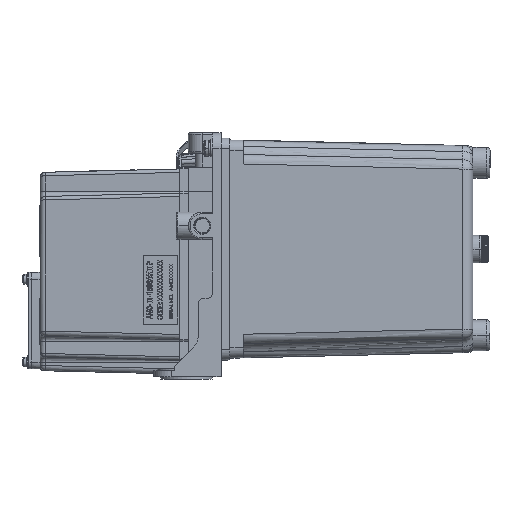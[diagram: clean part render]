
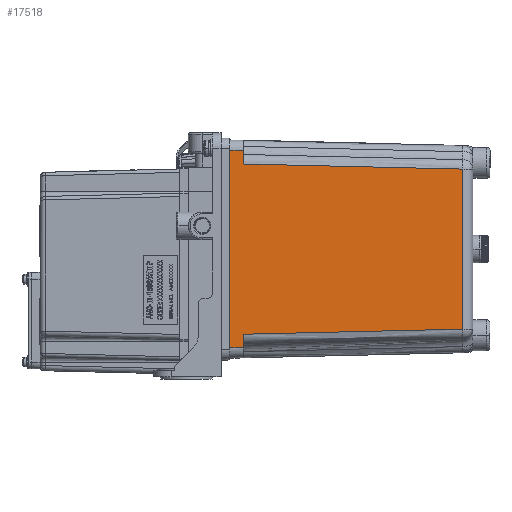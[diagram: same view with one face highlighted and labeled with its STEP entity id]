
A CAD part, left-side view. The second image highlights one B-rep face of the part: STEP entity #17518.
In plain terms, the highlighted planar face has unit normal (-1, -0.024, 0).
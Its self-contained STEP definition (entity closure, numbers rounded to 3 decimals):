
#264 = CARTESIAN_POINT ( 'NONE',  ( -152.818, -160.384, -116.041 ) ) ;
#772 = CARTESIAN_POINT ( 'NONE',  ( -151.325, -223.953, -20.489 ) ) ;
#1049 = CARTESIAN_POINT ( 'NONE',  ( -153.316, -139.192, -18.517 ) ) ;
#1063 = VERTEX_POINT ( 'NONE', #47748 ) ;
#1154 = ORIENTED_EDGE ( 'NONE', *, *, #3151, .T. ) ;
#2647 = EDGE_CURVE ( 'NONE', #11890, #32207, #81375, .T. ) ;
#2996 = ORIENTED_EDGE ( 'NONE', *, *, #2647, .T. ) ;
#3151 = EDGE_CURVE ( 'NONE', #12369, #1063, #23723, .T. ) ;
#4005 = VECTOR ( 'NONE', #55872, 1000. ) ;
#5024 = EDGE_CURVE ( 'NONE', #32207, #12369, #49210, .T. ) ;
#6384 = CARTESIAN_POINT ( 'NONE',  ( -151.325, -223.953, -114.511 ) ) ;
#7026 = VECTOR ( 'NONE', #43297, 1000. ) ;
#7055 = DIRECTION ( 'NONE',  ( 0., 0., 1. ) ) ;
#7098 = EDGE_CURVE ( 'NONE', #40089, #43995, #36902, .T. ) ;
#9197 = DIRECTION ( 'NONE',  ( 0., 0., 1. ) ) ;
#9200 = VECTOR ( 'NONE', #77392, 1000. ) ;
#9770 = CARTESIAN_POINT ( 'NONE',  ( -153.814, -118., -130.624 ) ) ;
#11890 = VERTEX_POINT ( 'NONE', #64655 ) ;
#12369 = VERTEX_POINT ( 'NONE', #22157 ) ;
#13672 = CARTESIAN_POINT ( 'NONE',  ( -153.814, -118., -116.877 ) ) ;
#13897 = VECTOR ( 'NONE', #9197, 1000. ) ;
#13947 = CARTESIAN_POINT ( 'NONE',  ( -153.814, -118., -130.624 ) ) ;
#16776 = ORIENTED_EDGE ( 'NONE', *, *, #5024, .T. ) ;
#17518 = ADVANCED_FACE ( 'NONE', ( #71337 ), #58725, .T. ) ;
#18592 = AXIS2_PLACEMENT_3D ( 'NONE', #85160, #45358, #79023 ) ;
#20435 = ORIENTED_EDGE ( 'NONE', *, *, #7098, .T. ) ;
#22157 = CARTESIAN_POINT ( 'NONE',  ( -153.814, -118., -10.374 ) ) ;
#22259 = CARTESIAN_POINT ( 'NONE',  ( -151.823, -202.764, -19.945 ) ) ;
#23545 = EDGE_CURVE ( 'NONE', #43995, #11890, #79886, .T. ) ;
#23723 = LINE ( 'NONE', #42527, #4005 ) ;
#24072 = CARTESIAN_POINT ( 'NONE',  ( -154.002, -110., -4.376 ) ) ;
#24387 = ORIENTED_EDGE ( 'NONE', *, *, #47790, .T. ) ;
#27028 = CARTESIAN_POINT ( 'NONE',  ( -153.316, -139.192, -116.483 ) ) ;
#29098 = CARTESIAN_POINT ( 'NONE',  ( -150.827, -245.141, -113.918 ) ) ;
#32207 = VERTEX_POINT ( 'NONE', #56647 ) ;
#33594 = VERTEX_POINT ( 'NONE', #81567 ) ;
#33914 = CARTESIAN_POINT ( 'NONE',  ( -153.814, -118., -18.123 ) ) ;
#36902 = B_SPLINE_CURVE_WITH_KNOTS ( 'NONE', 3,
 ( #13672, #27028, #264, #46750, #6384, #79289 ),
 .UNSPECIFIED., .F., .F.,
 ( 4, 2, 4 ),
 ( 0., 0.064, 0.127 ),
 .UNSPECIFIED. ) ;
#37991 = ORIENTED_EDGE ( 'NONE', *, *, #71449, .T. ) ;
#40089 = VERTEX_POINT ( 'NONE', #43802 ) ;
#40455 = EDGE_LOOP ( 'NONE', ( #20435, #77336, #2996, #16776, #1154, #41454, #24387, #37991 ) ) ;
#41394 = LINE ( 'NONE', #24072, #7026 ) ;
#41454 = ORIENTED_EDGE ( 'NONE', *, *, #70972, .F. ) ;
#42527 = CARTESIAN_POINT ( 'NONE',  ( -150.627, -253.675, -13.561 ) ) ;
#43297 = DIRECTION ( 'NONE',  ( 0., 0., 1. ) ) ;
#43802 = CARTESIAN_POINT ( 'NONE',  ( -153.814, -118., -116.877 ) ) ;
#43995 = VERTEX_POINT ( 'NONE', #29098 ) ;
#44541 = LINE ( 'NONE', #64038, #9200 ) ;
#45358 = DIRECTION ( 'NONE',  ( -1., -0.023, 0. ) ) ;
#46750 = CARTESIAN_POINT ( 'NONE',  ( -151.823, -202.764, -115.055 ) ) ;
#47748 = CARTESIAN_POINT ( 'NONE',  ( -154.002, -110., -10.186 ) ) ;
#47790 = EDGE_CURVE ( 'NONE', #33594, #74719, #44541, .T. ) ;
#49210 = LINE ( 'NONE', #9770, #13897 ) ;
#49540 = VECTOR ( 'NONE', #54572, 1000. ) ;
#54572 = DIRECTION ( 'NONE',  ( 0., 0., 1. ) ) ;
#55872 = DIRECTION ( 'NONE',  ( -0.023, 0.999, 0.023 ) ) ;
#56647 = CARTESIAN_POINT ( 'NONE',  ( -153.814, -118., -18.123 ) ) ;
#58725 = PLANE ( 'NONE',  #18592 ) ;
#58813 = CARTESIAN_POINT ( 'NONE',  ( -153.814, -118., -124.626 ) ) ;
#60352 = CARTESIAN_POINT ( 'NONE',  ( -152.818, -160.384, -18.959 ) ) ;
#62194 = VECTOR ( 'NONE', #7055, 1000. ) ;
#64038 = CARTESIAN_POINT ( 'NONE',  ( -150.693, -250.859, -121.505 ) ) ;
#64655 = CARTESIAN_POINT ( 'NONE',  ( -150.827, -245.141, -21.082 ) ) ;
#67203 = LINE ( 'NONE', #13947, #49540 ) ;
#70972 = EDGE_CURVE ( 'NONE', #33594, #1063, #41394, .T. ) ;
#71337 = FACE_OUTER_BOUND ( 'NONE', #40455, .T. ) ;
#71449 = EDGE_CURVE ( 'NONE', #74719, #40089, #67203, .T. ) ;
#72733 = CARTESIAN_POINT ( 'NONE',  ( -150.827, -245.141, -127.5 ) ) ;
#74719 = VERTEX_POINT ( 'NONE', #58813 ) ;
#77336 = ORIENTED_EDGE ( 'NONE', *, *, #23545, .T. ) ;
#77392 = DIRECTION ( 'NONE',  ( 0.023, -0.999, 0.023 ) ) ;
#79023 = DIRECTION ( 'NONE',  ( -0.023, 1., 0. ) ) ;
#79289 = CARTESIAN_POINT ( 'NONE',  ( -150.827, -245.141, -113.918 ) ) ;
#79886 = LINE ( 'NONE', #72733, #62194 ) ;
#80657 = CARTESIAN_POINT ( 'NONE',  ( -150.827, -245.141, -21.082 ) ) ;
#81375 = B_SPLINE_CURVE_WITH_KNOTS ( 'NONE', 3,
 ( #80657, #772, #22259, #60352, #1049, #33914 ),
 .UNSPECIFIED., .F., .F.,
 ( 4, 2, 4 ),
 ( 0.006, 0.069, 0.133 ),
 .UNSPECIFIED. ) ;
#81567 = CARTESIAN_POINT ( 'NONE',  ( -154.002, -110., -124.814 ) ) ;
#85160 = CARTESIAN_POINT ( 'NONE',  ( -150.69, -251., -127.5 ) ) ;
